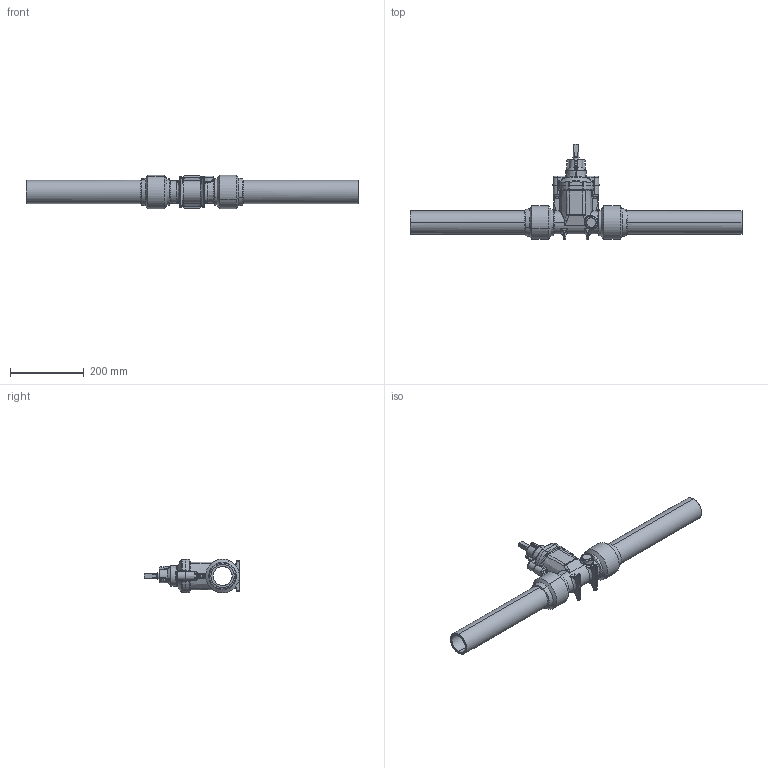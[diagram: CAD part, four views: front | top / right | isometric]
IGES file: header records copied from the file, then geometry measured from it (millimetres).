
Start section: SolidWorks IGES file using analytic representation for surfaces
Global section: file name: O_36_90_DN050_063mm.IGS; native system: SolidWorks 2012; preprocessor: SolidWorks 2012; author: ken; date: 150130.153423; units: millimetre
Bounding box: 901 x 260 x 91.44 mm (x, y, z)
Surface area: 395681.4 mm2 (no closed solid volume)
Topology: 0 solids, 0 shells, 487 faces, 3660 edges, 3635 vertices
Faces by surface type: bspline 300, revolution 187
